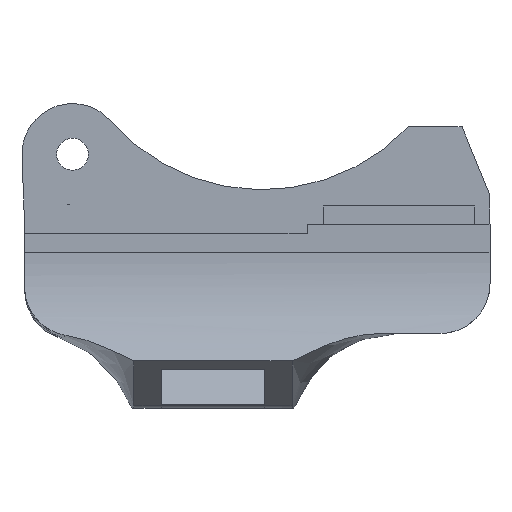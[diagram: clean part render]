
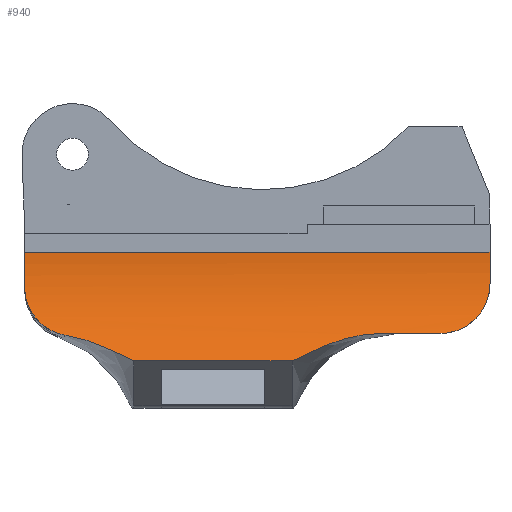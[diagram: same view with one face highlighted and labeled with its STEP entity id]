
A CAD part, left-side view. The second image highlights one B-rep face of the part: STEP entity #940.
In plain terms, the highlighted cylindrical face has radius 18 mm (diameter 36 mm), a partial arc.
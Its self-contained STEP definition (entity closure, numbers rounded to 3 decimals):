
#72=FACE_OUTER_BOUND('',#123,.T.);
#123=EDGE_LOOP('',(#678,#679,#680,#681,#682,#683,#684,#685,#686));
#176=CIRCLE('',#1007,18.);
#177=CIRCLE('',#1008,18.);
#194=LINE('',#1343,#303);
#200=LINE('',#1448,#309);
#201=LINE('',#1463,#310);
#303=VECTOR('',#1084,10.);
#309=VECTOR('',#1092,10.);
#310=VECTOR('',#1095,18.);
#410=B_SPLINE_CURVE_WITH_KNOTS('',3,(#1438,#1439,#1440,#1441,#1442,#1443,
#1444,#1445),.UNSPECIFIED.,.F.,.F.,(4,2,2,4),(-0.809,-0.564,
-0.311,0.),.UNSPECIFIED.);
#411=B_SPLINE_CURVE_WITH_KNOTS('',3,(#1450,#1451,#1452,#1453,#1454,#1455,
#1456,#1457,#1458,#1459),.UNSPECIFIED.,.F.,.F.,(4,2,2,2,4),(0.,0.21,
0.419,0.637,0.855),.UNSPECIFIED.);
#412=B_SPLINE_CURVE_WITH_KNOTS('',3,(#1467,#1468,#1469,#1470,#1471,#1472,
#1473,#1474,#1475,#1476),.UNSPECIFIED.,.F.,.F.,(4,2,2,2,4),(-0.791,
-0.606,-0.415,-0.198,0.),
 .UNSPECIFIED.);
#413=B_SPLINE_CURVE_WITH_KNOTS('',3,(#1477,#1478,#1479,#1480,#1481,#1482,
#1483,#1484),.UNSPECIFIED.,.F.,.F.,(4,2,2,4),(-0.623,-0.544,
-0.328,0.),.UNSPECIFIED.);
#429=VERTEX_POINT('',#1340);
#430=VERTEX_POINT('',#1342);
#437=VERTEX_POINT('',#1433);
#438=VERTEX_POINT('',#1447);
#439=VERTEX_POINT('',#1449);
#440=VERTEX_POINT('',#1460);
#441=VERTEX_POINT('',#1462);
#442=VERTEX_POINT('',#1464);
#443=VERTEX_POINT('',#1466);
#523=EDGE_CURVE('',#429,#430,#194,.T.);
#532=EDGE_CURVE('',#429,#437,#410,.T.);
#533=EDGE_CURVE('',#437,#438,#200,.T.);
#534=EDGE_CURVE('',#439,#438,#411,.F.);
#535=EDGE_CURVE('',#440,#439,#176,.F.);
#536=EDGE_CURVE('',#440,#441,#201,.T.);
#537=EDGE_CURVE('',#441,#442,#177,.T.);
#538=EDGE_CURVE('',#443,#442,#412,.F.);
#539=EDGE_CURVE('',#430,#443,#413,.F.);
#678=ORIENTED_EDGE('',*,*,#533,.T.);
#679=ORIENTED_EDGE('',*,*,#534,.F.);
#680=ORIENTED_EDGE('',*,*,#535,.F.);
#681=ORIENTED_EDGE('',*,*,#536,.T.);
#682=ORIENTED_EDGE('',*,*,#537,.T.);
#683=ORIENTED_EDGE('',*,*,#538,.F.);
#684=ORIENTED_EDGE('',*,*,#539,.F.);
#685=ORIENTED_EDGE('',*,*,#523,.F.);
#686=ORIENTED_EDGE('',*,*,#532,.T.);
#929=CYLINDRICAL_SURFACE('',#1006,18.);
#940=ADVANCED_FACE('',(#72),#929,.F.);
#1006=AXIS2_PLACEMENT_3D('',#1446,#1090,#1091);
#1007=AXIS2_PLACEMENT_3D('',#1461,#1093,#1094);
#1008=AXIS2_PLACEMENT_3D('',#1465,#1096,#1097);
#1084=DIRECTION('',(0.,1.,0.));
#1090=DIRECTION('center_axis',(0.,-1.,0.));
#1091=DIRECTION('ref_axis',(0.75,0.,-0.661));
#1092=DIRECTION('',(0.,-1.,0.));
#1093=DIRECTION('center_axis',(0.,-1.,0.));
#1094=DIRECTION('ref_axis',(0.75,0.,-0.661));
#1095=DIRECTION('',(0.,1.,0.));
#1096=DIRECTION('center_axis',(0.,1.,0.));
#1097=DIRECTION('ref_axis',(0.75,0.,-0.661));
#1340=CARTESIAN_POINT('',(12.5,-9.352,-47.789));
#1342=CARTESIAN_POINT('',(12.5,8.,-47.789));
#1343=CARTESIAN_POINT('',(12.5,0.148,-47.789));
#1433=CARTESIAN_POINT('',(14.642,-19.048,-44.789));
#1438=CARTESIAN_POINT('Ctrl Pts',(12.5,-9.352,-47.789));
#1439=CARTESIAN_POINT('Ctrl Pts',(12.748,-9.98,-47.507));
#1440=CARTESIAN_POINT('Ctrl Pts',(13.059,-10.712,-47.134));
#1441=CARTESIAN_POINT('Ctrl Pts',(13.672,-12.441,-46.322));
#1442=CARTESIAN_POINT('Ctrl Pts',(14.024,-13.591,-45.808));
#1443=CARTESIAN_POINT('Ctrl Pts',(14.58,-16.629,-44.915));
#1444=CARTESIAN_POINT('Ctrl Pts',(14.642,-18.009,-44.789));
#1445=CARTESIAN_POINT('Ctrl Pts',(14.642,-19.048,-44.789));
#1446=CARTESIAN_POINT('Origin',(-1.,0.148,-35.883));
#1447=CARTESIAN_POINT('',(14.642,-25.579,-44.789));
#1448=CARTESIAN_POINT('',(14.642,0.148,-44.789));
#1449=CARTESIAN_POINT('',(16.675,-31.079,-39.289));
#1450=CARTESIAN_POINT('Ctrl Pts',(14.642,-25.579,-44.789));
#1451=CARTESIAN_POINT('Ctrl Pts',(14.642,-26.277,-44.789));
#1452=CARTESIAN_POINT('Ctrl Pts',(14.725,-27.012,-44.648));
#1453=CARTESIAN_POINT('Ctrl Pts',(15.021,-28.35,-44.094));
#1454=CARTESIAN_POINT('Ctrl Pts',(15.23,-28.954,-43.683));
#1455=CARTESIAN_POINT('Ctrl Pts',(15.655,-29.925,-42.73));
#1456=CARTESIAN_POINT('Ctrl Pts',(15.902,-30.355,-42.115));
#1457=CARTESIAN_POINT('Ctrl Pts',(16.344,-30.932,-40.751));
#1458=CARTESIAN_POINT('Ctrl Pts',(16.537,-31.079,-40.003));
#1459=CARTESIAN_POINT('Ctrl Pts',(16.675,-31.079,-39.289));
#1460=CARTESIAN_POINT('',(17.,-31.079,-35.883));
#1461=CARTESIAN_POINT('Origin',(-1.,-31.079,-35.883));
#1462=CARTESIAN_POINT('',(17.,20.,-35.883));
#1463=CARTESIAN_POINT('',(17.,0.148,-35.883));
#1464=CARTESIAN_POINT('',(16.595,20.,-39.681));
#1465=CARTESIAN_POINT('Origin',(-1.,20.,-35.883));
#1466=CARTESIAN_POINT('',(14.531,15.442,-44.981));
#1467=CARTESIAN_POINT('Ctrl Pts',(16.595,20.,-39.681));
#1468=CARTESIAN_POINT('Ctrl Pts',(16.464,20.,-40.285));
#1469=CARTESIAN_POINT('Ctrl Pts',(16.303,19.898,-40.876));
#1470=CARTESIAN_POINT('Ctrl Pts',(15.937,19.505,-42.007));
#1471=CARTESIAN_POINT('Ctrl Pts',(15.732,19.21,-42.538));
#1472=CARTESIAN_POINT('Ctrl Pts',(15.299,18.404,-43.544));
#1473=CARTESIAN_POINT('Ctrl Pts',(15.072,17.871,-43.998));
#1474=CARTESIAN_POINT('Ctrl Pts',(14.722,16.703,-44.654));
#1475=CARTESIAN_POINT('Ctrl Pts',(14.595,16.089,-44.872));
#1476=CARTESIAN_POINT('Ctrl Pts',(14.531,15.442,-44.981));
#1477=CARTESIAN_POINT('Ctrl Pts',(14.531,15.442,-44.981));
#1478=CARTESIAN_POINT('Ctrl Pts',(14.495,15.075,-45.043));
#1479=CARTESIAN_POINT('Ctrl Pts',(14.45,14.71,-45.118));
#1480=CARTESIAN_POINT('Ctrl Pts',(14.251,13.359,-45.448));
#1481=CARTESIAN_POINT('Ctrl Pts',(14.044,12.419,-45.777));
#1482=CARTESIAN_POINT('Ctrl Pts',(13.368,10.09,-46.749));
#1483=CARTESIAN_POINT('Ctrl Pts',(12.871,8.939,-47.368));
#1484=CARTESIAN_POINT('Ctrl Pts',(12.5,8.,-47.789));
